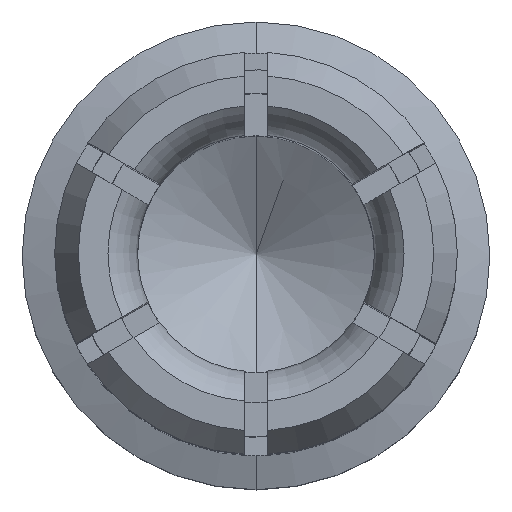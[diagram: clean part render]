
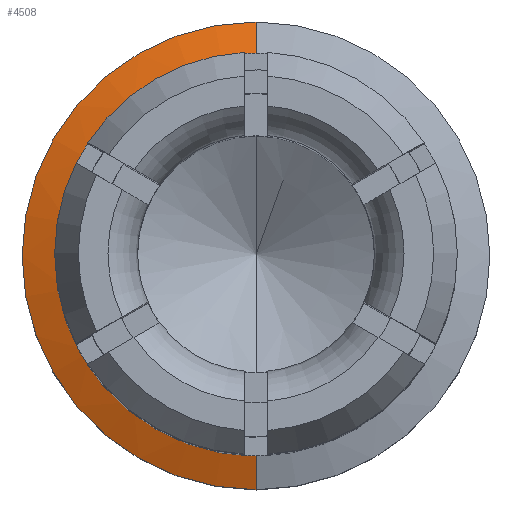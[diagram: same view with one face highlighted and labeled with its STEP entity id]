
A CAD part, top view. The second image highlights one B-rep face of the part: STEP entity #4508.
In plain terms, the highlighted conical face has half-angle 70 degrees and reference radius 3.225 mm.
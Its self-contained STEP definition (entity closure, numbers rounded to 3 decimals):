
#1662=CARTESIAN_POINT('',(0.,0.,-25.222));
#1663=DIRECTION('',(0.,0.,1.));
#1664=DIRECTION('',(0.,1.,0.));
#1665=AXIS2_PLACEMENT_3D('',#1662,#1663,#1664);
#1675=DIRECTION('',(0.,-0.94,0.342));
#1676=VECTOR('',#1675,1.543);
#1677=CARTESIAN_POINT('',(0.,3.95,-25.75));
#1678=LINE('',#1677,#1676);
#1679=DIRECTION('',(0.,0.94,0.342));
#1680=VECTOR('',#1679,1.543);
#1681=CARTESIAN_POINT('',(0.,-3.95,-25.75));
#1682=LINE('',#1681,#1680);
#1683=CARTESIAN_POINT('',(0.,0.,-25.75));
#1684=DIRECTION('',(0.,0.,1.));
#1685=DIRECTION('',(0.,1.,0.));
#1686=AXIS2_PLACEMENT_3D('',#1683,#1684,#1685);
#2208=CARTESIAN_POINT('',(0.,3.95,-25.75));
#2210=VERTEX_POINT('',#2208);
#2211=CARTESIAN_POINT('',(0.,2.5,-25.222));
#2213=VERTEX_POINT('',#2211);
#2220=CARTESIAN_POINT('',(0.,-3.95,-25.75));
#2222=VERTEX_POINT('',#2220);
#2499=CARTESIAN_POINT('',(0.,-2.5,-25.222));
#2500=VERTEX_POINT('',#2499);
#4494=CARTESIAN_POINT('',(0.,0.,-25.486));
#4495=DIRECTION('',(0.,0.,-1.));
#4496=DIRECTION('',(0.,-1.,0.));
#4497=AXIS2_PLACEMENT_3D('',#4494,#4495,#4496);
#4498=CONICAL_SURFACE('',#4497,3.225,70.);
#4500=ORIENTED_EDGE('',*,*,#4499,.T.);
#4501=ORIENTED_EDGE('',*,*,#4486,.T.);
#4503=ORIENTED_EDGE('',*,*,#4502,.F.);
#4505=ORIENTED_EDGE('',*,*,#4504,.F.);
#4506=EDGE_LOOP('',(#4500,#4501,#4503,#4505));
#4507=FACE_OUTER_BOUND('',#4506,.F.);
#1666=CIRCLE('',#1665,2.5);
#1687=CIRCLE('',#1686,3.95);
#4486=EDGE_CURVE('',#2213,#2500,#1666,.T.);
#4499=EDGE_CURVE('',#2210,#2213,#1678,.T.);
#4502=EDGE_CURVE('',#2222,#2500,#1682,.T.);
#4504=EDGE_CURVE('',#2210,#2222,#1687,.T.);
#4508=ADVANCED_FACE('',(#4507),#4498,.T.);
